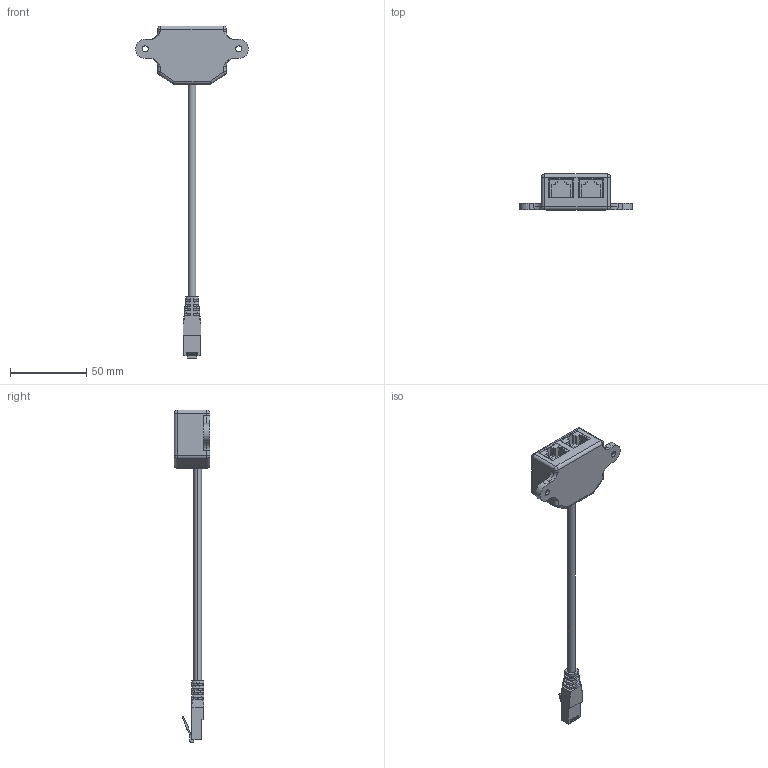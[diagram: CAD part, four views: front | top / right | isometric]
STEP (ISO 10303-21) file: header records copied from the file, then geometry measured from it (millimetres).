
FILE_DESCRIPTION (( 'STEP AP203' ), '1' );
FILE_NAME ('CS7-1C5EU-Y2 ITK Ðàçâåòâèòåëü (Y-àäàïòåð) êàò.5Å 1RJ45-2xRJ45, áåëûé.STEP', '2016-09-29T06:53:06', ( '' ), ( '' ), 'SwSTEP 2.0', 'SolidWorks 2014', '' );
FILE_SCHEMA (( 'CONFIG_CONTROL_DESIGN' ));
Length unit declared in the file: millimetre
Products named in the file (2): CS7-1C5EU-Y2 ITK Ðàçâåòâèòåëü (Y-àäàïòåð) êàò.5Å 1RJ45-2xRJ45, áåëûé
Bounding box: 73.75 x 23.5 x 217.1 mm (x, y, z)
Volume: 43577.5 mm3; surface area: 12545.2 mm2
Topology: 1 solids, 1 shells, 302 faces, 835 edges, 530 vertices
Faces by surface type: plane 205, cylinder 57, bspline 20, sphere 12, cone 4, torus 4
Entity records: 10602 total; most frequent: CARTESIAN_POINT 2967, ORIENTED_EDGE 1646, DIRECTION 1427, EDGE_CURVE 823, LINE 615, VECTOR 615, VERTEX_POINT 530, AXIS2_PLACEMENT_3D 406
